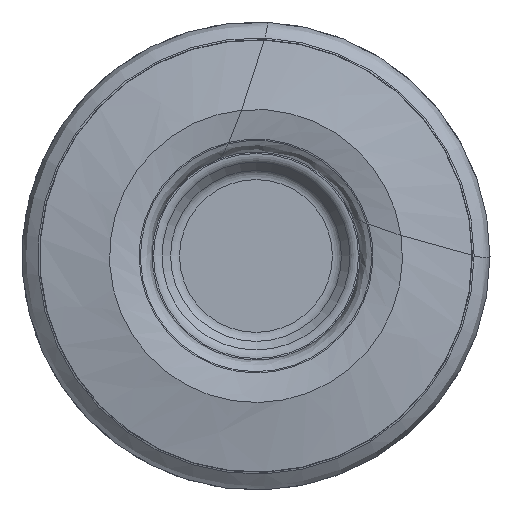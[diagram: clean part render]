
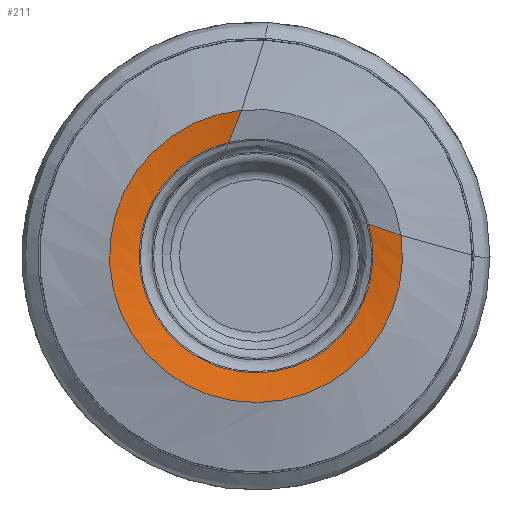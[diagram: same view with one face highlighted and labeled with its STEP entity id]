
A CAD part, left-side view. The second image highlights one B-rep face of the part: STEP entity #211.
In plain terms, the highlighted free-form (B-spline) face has degree [3, 3] with [8, 7] control points.
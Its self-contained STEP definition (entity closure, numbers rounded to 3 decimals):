
#91=FACE_OUTER_BOUND('',#315,.T.);
#128=(
BOUNDED_SURFACE()
B_SPLINE_SURFACE(3,3,((#1554,#1555,#1556,#1557,#1558,#1559,#1560),(#1561,
#1562,#1563,#1564,#1565,#1566,#1567),(#1568,#1569,#1570,#1571,#1572,#1573,
#1574),(#1575,#1576,#1577,#1578,#1579,#1580,#1581),(#1582,#1583,#1584,#1585,
#1586,#1587,#1588),(#1589,#1590,#1591,#1592,#1593,#1594,#1595),(#1596,#1597,
#1598,#1599,#1600,#1601,#1602),(#1603,#1604,#1605,#1606,#1607,#1608,#1609)),
 .UNSPECIFIED.,.F.,.F.,.F.)
B_SPLINE_SURFACE_WITH_KNOTS((4,2,2,4),(4,3,4),(0.,0.5,0.75,1.),(0.,0.5,
1.),.UNSPECIFIED.)
GEOMETRIC_REPRESENTATION_ITEM()
RATIONAL_B_SPLINE_SURFACE(((1.,0.582,0.582,1.,0.582,
0.582,1.),(1.,0.582,0.582,1.,0.582,
0.582,1.),(1.,0.582,0.582,1.,0.582,
0.582,1.),(1.,0.582,0.582,1.,0.582,
0.582,1.),(1.,0.582,0.582,1.,0.582,
0.582,1.),(1.,0.582,0.582,1.,0.582,
0.582,1.),(1.,0.582,0.582,1.,0.582,
0.582,1.),(1.,0.582,0.582,1.,0.582,
0.582,1.)))
REPRESENTATION_ITEM('')
SURFACE()
);
#167=B_SPLINE_CURVE_WITH_KNOTS('',3,(#1538,#1539,#1540,#1541,#1542,#1543,
#1544,#1545),.UNSPECIFIED.,.F.,.F.,(4,2,2,4),(0.,0.25,0.5,1.),
 .UNSPECIFIED.);
#168=B_SPLINE_CURVE_WITH_KNOTS('',3,(#1546,#1547,#1548,#1549,#1550,#1551,
#1552,#1553),.UNSPECIFIED.,.F.,.F.,(4,2,2,4),(0.,0.5,0.75,1.),
 .UNSPECIFIED.);
#211=ADVANCED_FACE('',(#91),#128,.F.);
#315=EDGE_LOOP('',(#410,#411,#412,#413));
#410=ORIENTED_EDGE('',*,*,#613,.F.);
#411=ORIENTED_EDGE('',*,*,#614,.T.);
#412=ORIENTED_EDGE('',*,*,#610,.T.);
#413=ORIENTED_EDGE('',*,*,#615,.T.);
#550=VERTEX_POINT('',#1497);
#551=VERTEX_POINT('',#1498);
#552=VERTEX_POINT('',#1536);
#553=VERTEX_POINT('',#1537);
#610=EDGE_CURVE('',#550,#551,#686,.T.);
#613=EDGE_CURVE('',#552,#553,#687,.T.);
#614=EDGE_CURVE('',#552,#550,#167,.T.);
#615=EDGE_CURVE('',#551,#553,#168,.T.);
#686=CIRCLE('',#757,4.997);
#687=CIRCLE('',#758,6.262);
#757=AXIS2_PLACEMENT_3D('',#1496,#879,#880);
#758=AXIS2_PLACEMENT_3D('',#1535,#881,#882);
#879=DIRECTION('',(1.,0.,0.));
#880=DIRECTION('',(0.,-0.962,0.274));
#881=DIRECTION('',(1.,0.,0.));
#882=DIRECTION('',(0.,-0.99,0.14));
#1496=CARTESIAN_POINT('',(0.283,0.,0.));
#1497=CARTESIAN_POINT('',(0.283,-4.806,1.368));
#1498=CARTESIAN_POINT('',(0.283,1.17,4.858));
#1535=CARTESIAN_POINT('',(0.011,0.,0.));
#1536=CARTESIAN_POINT('',(0.011,-6.2,0.878));
#1537=CARTESIAN_POINT('',(0.011,0.623,6.231));
#1538=CARTESIAN_POINT('',(0.011,-6.2,0.878));
#1539=CARTESIAN_POINT('',(0.033,-6.084,0.918));
#1540=CARTESIAN_POINT('',(0.056,-5.97,0.958));
#1541=CARTESIAN_POINT('',(0.101,-5.74,1.039));
#1542=CARTESIAN_POINT('',(0.123,-5.623,1.08));
#1543=CARTESIAN_POINT('',(0.192,-5.274,1.203));
#1544=CARTESIAN_POINT('',(0.237,-5.04,1.285));
#1545=CARTESIAN_POINT('',(0.283,-4.806,1.368));
#1546=CARTESIAN_POINT('',(0.283,1.17,4.858));
#1547=CARTESIAN_POINT('',(0.237,1.078,5.089));
#1548=CARTESIAN_POINT('',(0.192,0.986,5.319));
#1549=CARTESIAN_POINT('',(0.123,0.849,5.663));
#1550=CARTESIAN_POINT('',(0.101,0.803,5.778));
#1551=CARTESIAN_POINT('',(0.056,0.713,6.005));
#1552=CARTESIAN_POINT('',(0.033,0.668,6.117));
#1553=CARTESIAN_POINT('',(0.011,0.623,6.231));
#1554=CARTESIAN_POINT('',(0.283,-4.806,1.368));
#1555=CARTESIAN_POINT('',(0.283,-6.259,-3.739));
#1556=CARTESIAN_POINT('',(0.283,-2.064,-6.992));
#1557=CARTESIAN_POINT('',(0.283,2.52,-4.315));
#1558=CARTESIAN_POINT('',(0.283,7.104,-1.637));
#1559=CARTESIAN_POINT('',(0.283,6.331,3.615));
#1560=CARTESIAN_POINT('',(0.283,1.17,4.858));
#1561=CARTESIAN_POINT('',(0.237,-5.04,1.285));
#1562=CARTESIAN_POINT('',(0.237,-6.406,-4.07));
#1563=CARTESIAN_POINT('',(0.237,-1.947,-7.335));
#1564=CARTESIAN_POINT('',(0.237,2.746,-4.417));
#1565=CARTESIAN_POINT('',(0.237,7.44,-1.5));
#1566=CARTESIAN_POINT('',(0.237,6.484,3.944));
#1567=CARTESIAN_POINT('',(0.237,1.078,5.089));
#1568=CARTESIAN_POINT('',(0.192,-5.274,1.203));
#1569=CARTESIAN_POINT('',(0.192,-6.552,-4.4));
#1570=CARTESIAN_POINT('',(0.192,-1.831,-7.678));
#1571=CARTESIAN_POINT('',(0.192,2.972,-4.52));
#1572=CARTESIAN_POINT('',(0.192,7.774,-1.363));
#1573=CARTESIAN_POINT('',(0.192,6.637,4.271));
#1574=CARTESIAN_POINT('',(0.192,0.986,5.319));
#1575=CARTESIAN_POINT('',(0.123,-5.623,1.08));
#1576=CARTESIAN_POINT('',(0.123,-6.771,-4.894));
#1577=CARTESIAN_POINT('',(0.123,-1.657,-8.189));
#1578=CARTESIAN_POINT('',(0.123,3.309,-4.673));
#1579=CARTESIAN_POINT('',(0.123,8.274,-1.158));
#1580=CARTESIAN_POINT('',(0.123,6.866,4.761));
#1581=CARTESIAN_POINT('',(0.123,0.849,5.663));
#1582=CARTESIAN_POINT('',(0.101,-5.74,1.039));
#1583=CARTESIAN_POINT('',(0.101,-6.844,-5.06));
#1584=CARTESIAN_POINT('',(0.101,-1.598,-8.36));
#1585=CARTESIAN_POINT('',(0.101,3.422,-4.725));
#1586=CARTESIAN_POINT('',(0.101,8.442,-1.089));
#1587=CARTESIAN_POINT('',(0.101,6.942,4.925));
#1588=CARTESIAN_POINT('',(0.101,0.803,5.778));
#1589=CARTESIAN_POINT('',(0.056,-5.97,0.958));
#1590=CARTESIAN_POINT('',(0.056,-6.989,-5.385));
#1591=CARTESIAN_POINT('',(0.056,-1.484,-8.697));
#1592=CARTESIAN_POINT('',(0.056,3.644,-4.826));
#1593=CARTESIAN_POINT('',(0.056,8.771,-0.954));
#1594=CARTESIAN_POINT('',(0.056,7.093,5.247));
#1595=CARTESIAN_POINT('',(0.056,0.713,6.005));
#1596=CARTESIAN_POINT('',(0.033,-6.084,0.918));
#1597=CARTESIAN_POINT('',(0.033,-7.06,-5.546));
#1598=CARTESIAN_POINT('',(0.033,-1.427,-8.864));
#1599=CARTESIAN_POINT('',(0.033,3.754,-4.876));
#1600=CARTESIAN_POINT('',(0.033,8.934,-0.888));
#1601=CARTESIAN_POINT('',(0.033,7.167,5.407));
#1602=CARTESIAN_POINT('',(0.033,0.668,6.117));
#1603=CARTESIAN_POINT('',(0.011,-6.2,0.878));
#1604=CARTESIAN_POINT('',(0.011,-7.133,-5.71));
#1605=CARTESIAN_POINT('',(0.011,-1.369,-9.034));
#1606=CARTESIAN_POINT('',(0.011,3.866,-4.927));
#1607=CARTESIAN_POINT('',(0.011,9.1,-0.82));
#1608=CARTESIAN_POINT('',(0.011,7.243,5.57));
#1609=CARTESIAN_POINT('',(0.011,0.623,6.231));
